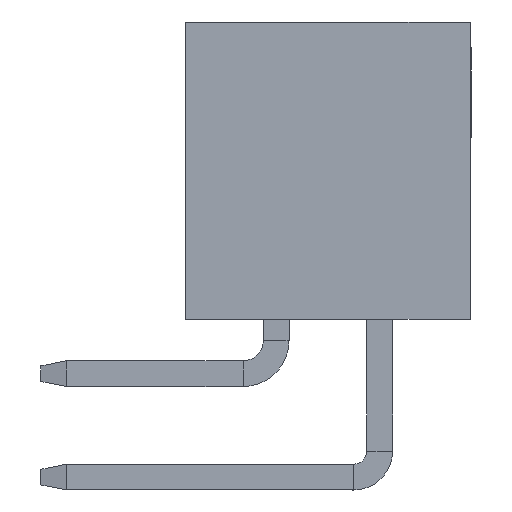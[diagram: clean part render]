
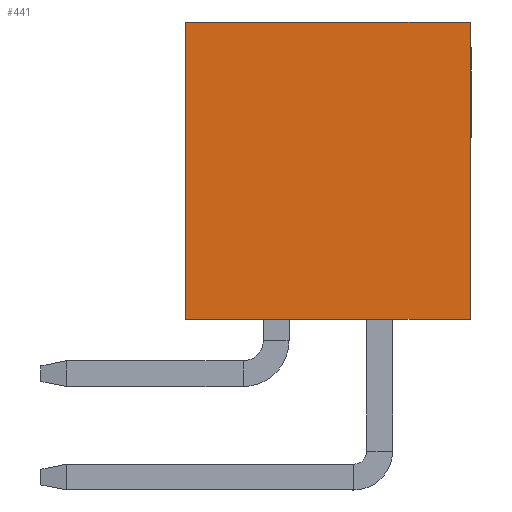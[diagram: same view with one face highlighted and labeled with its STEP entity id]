
A CAD part, left-side view. The second image highlights one B-rep face of the part: STEP entity #441.
In plain terms, the highlighted planar face has unit normal (-1, 0, 0).
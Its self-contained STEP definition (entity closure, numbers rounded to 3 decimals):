
#386=CARTESIAN_POINT('',(-13.5,2.75,-1.55));
#387=VERTEX_POINT('',#386);
#394=CARTESIAN_POINT('',(-13.5,2.75,4.2));
#395=VERTEX_POINT('',#394);
#396=CARTESIAN_POINT('',(-13.5,2.75,-1.55));
#397=DIRECTION('',(0.,0.,1.));
#398=VECTOR('',#397,5.75);
#399=LINE('',#396,#398);
#400=EDGE_CURVE('',#387,#395,#399,.T.);
#411=CARTESIAN_POINT('',(-13.5,0.,1.325));
#412=DIRECTION('',(0.,-1.,0.));
#413=DIRECTION('',(-1.,0.,0.));
#414=AXIS2_PLACEMENT_3D('',#411,#413,#412);
#415=PLANE('',#414);
#416=ORIENTED_EDGE('',*,*,#400,.F.);
#417=CARTESIAN_POINT('',(-13.5,-2.75,-1.55));
#418=VERTEX_POINT('',#417);
#419=CARTESIAN_POINT('',(-13.5,2.75,-1.55));
#420=DIRECTION('',(0.,-1.,0.));
#421=VECTOR('',#420,5.5);
#422=LINE('',#419,#421);
#423=EDGE_CURVE('',#387,#418,#422,.T.);
#424=ORIENTED_EDGE('',*,*,#423,.T.);
#425=CARTESIAN_POINT('',(-13.5,-2.75,4.2));
#426=VERTEX_POINT('',#425);
#427=CARTESIAN_POINT('',(-13.5,-2.75,-1.55));
#428=DIRECTION('',(0.,0.,1.));
#429=VECTOR('',#428,5.75);
#430=LINE('',#427,#429);
#431=EDGE_CURVE('',#418,#426,#430,.T.);
#432=ORIENTED_EDGE('',*,*,#431,.T.);
#433=CARTESIAN_POINT('',(-13.5,-2.75,4.2));
#434=DIRECTION('',(0.,1.,0.));
#435=VECTOR('',#434,5.5);
#436=LINE('',#433,#435);
#437=EDGE_CURVE('',#426,#395,#436,.T.);
#438=ORIENTED_EDGE('',*,*,#437,.T.);
#439=EDGE_LOOP('',(#416,#424,#432,#438));
#440=FACE_OUTER_BOUND('',#439,.T.);
#441=ADVANCED_FACE('',(#440),#415,.T.);
